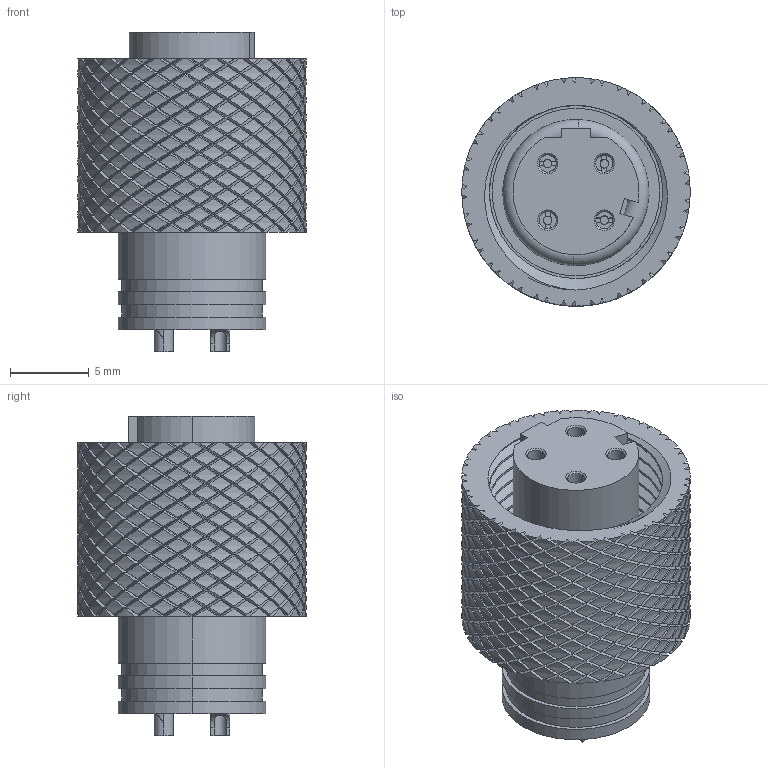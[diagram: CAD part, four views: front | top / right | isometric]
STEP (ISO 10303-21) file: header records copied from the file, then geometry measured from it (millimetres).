
FILE_DESCRIPTION (( 'STEP AP214' ), '1' );
FILE_NAME ('M124DF-MLD.STEP', '2021-11-09T21:53:50', ( '' ), ( '' ), 'SwSTEP 2.0', 'SolidWorks 2021', '' );
FILE_SCHEMA (( 'AUTOMOTIVE_DESIGN' ));
Products named in the file (8): 1AA13-158-MA5; 1AA13-158-MA2; M124DF-MLD; 1AA13-158-MA3; 1AA13-158-MA1; 1AA13-158-MA4; 1AA13-158-MA6
Assembly tree (10 placements, depth 3):
  M124DF-MLD
    1AA13-158-MA1
      1AA13-158-MA1
      1AA13-158-MA2
      1AA13-158-MA3  x4
      1AA13-158-MA4
      1AA13-158-MA5
    1AA13-158-MA6
Bounding box: 14.5 x 14.5 x 20.3 mm (x, y, z)
Volume: 1790.9 mm3; surface area: 3931.1 mm2
Topology: 9 solids, 9 shells, 2783 faces, 5810 edges, 3051 vertices
Faces by surface type: bspline 2003, cylinder 668, plane 84, cone 24, torus 4
Entity records: 142254 total; most frequent: CARTESIAN_POINT 108939, ORIENTED_EDGE 11136, EDGE_CURVE 5568, VERTEX_POINT 2898, EDGE_LOOP 2726, FACE_OUTER_BOUND 2693, ADVANCED_FACE 2693, DIRECTION 2033
